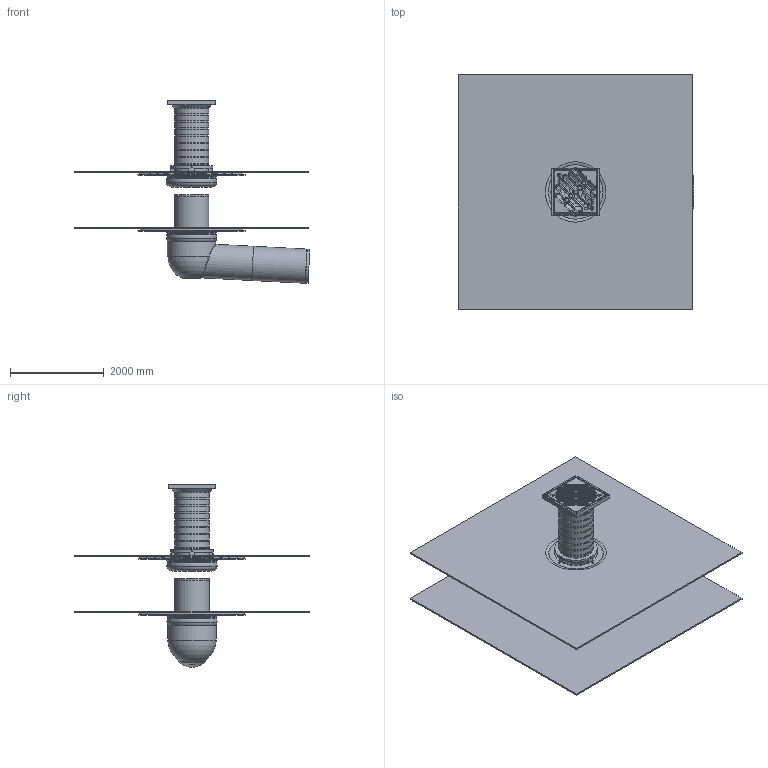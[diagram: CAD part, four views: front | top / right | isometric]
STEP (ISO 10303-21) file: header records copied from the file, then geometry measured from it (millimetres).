
FILE_DESCRIPTION(/* description */ (''),/* implementation_level */ '2;1');
FILE_NAME(/* name */ '15482.070X_3D.stp',/* time_stamp */ '2024-12-12T06:54:04+01:00',/* author */ ('CAD'),/* organization */ (''),/* preprocessor_version */ 'ST-DEVELOPER v20',/* originating_system */ 'AutoCAD Mechanical',/* authorisation */ '');
FILE_SCHEMA (('AUTOMOTIVE_DESIGN { 1 0 10303 214 3 1 1 }'));
Length unit declared in the file: centimetre
Products named in the file (2): Product; *S0
Assembly tree (1 placements, depth 2):
  Product
    *S0
Bounding box: 5018.83 x 5000 x 3888.98 mm (x, y, z)
Volume: 2079516491.7 mm3; surface area: 158170206.6 mm2
Topology: 17 solids, 17 shells, 638 faces, 1549 edges, 982 vertices
Faces by surface type: cylinder 205, plane 191, torus 138, cone 81, sphere 18, bspline 5
Full cylindrical faces by diameter (mm): 20 x16, 35 x2, 85 x2, 698 x3, 720 x8, 730 x14, 736 x1, 770 x4, 810 x3, 885 x2, 900 x1, 901 x2, 905 x2, 953.818 x2, 965 x4, 980 x1, 1000 x1, 1030 x1
Entity records: 21091 total; most frequent: CARTESIAN_POINT 5376, DIRECTION 3550, ORIENTED_EDGE 3086, EDGE_CURVE 1543, AXIS2_PLACEMENT_3D 1469, VERTEX_POINT 970, CIRCLE 830, EDGE_LOOP 757
